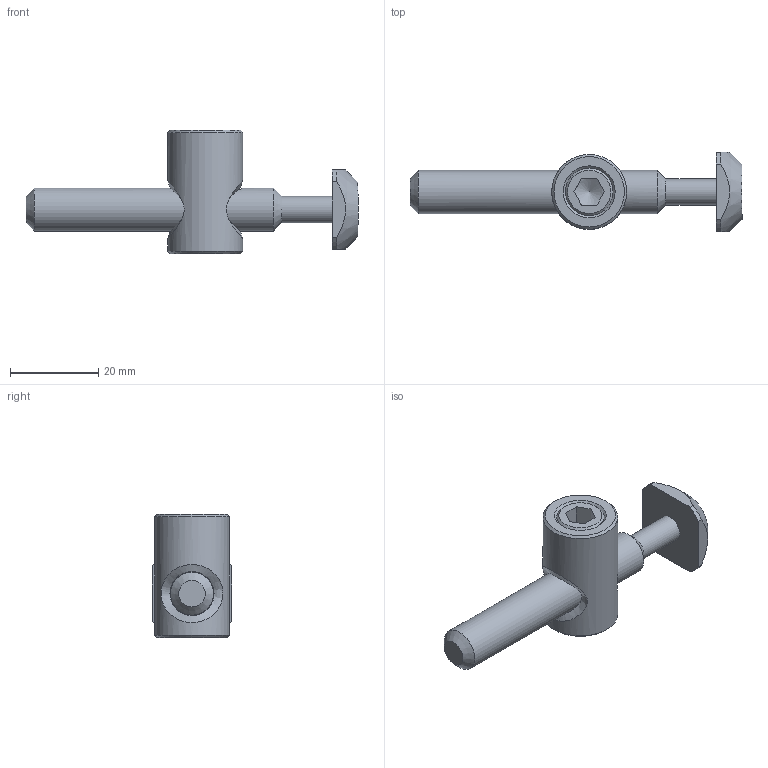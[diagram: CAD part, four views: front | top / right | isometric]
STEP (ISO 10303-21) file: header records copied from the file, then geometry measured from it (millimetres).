
FILE_DESCRIPTION(/* description */ (''),/* implementation_level */ '2;1');
FILE_NAME(/* name */ '311601.stp',/* time_stamp */ '2014-03-18T12:51:34+01:00',/* author */ ('jank'),/* organization */ ('Alutec K&K'),/* preprocessor_version */ 'ST-DEVELOPER v15.2',/* originating_system */ 'Autodesk Inventor 2014',/* authorisation */ '');
FILE_SCHEMA (('AUTOMOTIVE_DESIGN { 1 0 10303 214 3 1 1 }'));
Length unit declared in the file: millimetre
Products named in the file (1): 311601
Bounding box: 75.4 x 18 x 28 mm (x, y, z)
Volume: 10219.6 mm3; surface area: 6300.6 mm2
Topology: 5 solids, 5 shells, 46 faces, 102 edges, 66 vertices
Faces by surface type: plane 20, cone 12, cylinder 12, bspline 2
Full cylindrical faces by diameter (mm): 2.2 x1, 6 x1, 9.8 x1, 10 x2, 10.8 x1, 12 x1, 17 x1
Entity records: 1585 total; most frequent: CARTESIAN_POINT 676, DIRECTION 174, ORIENTED_EDGE 154, EDGE_CURVE 77, AXIS2_PLACEMENT_3D 74, EDGE_LOOP 72, VERTEX_POINT 61, FACE_OUTER_BOUND 46
